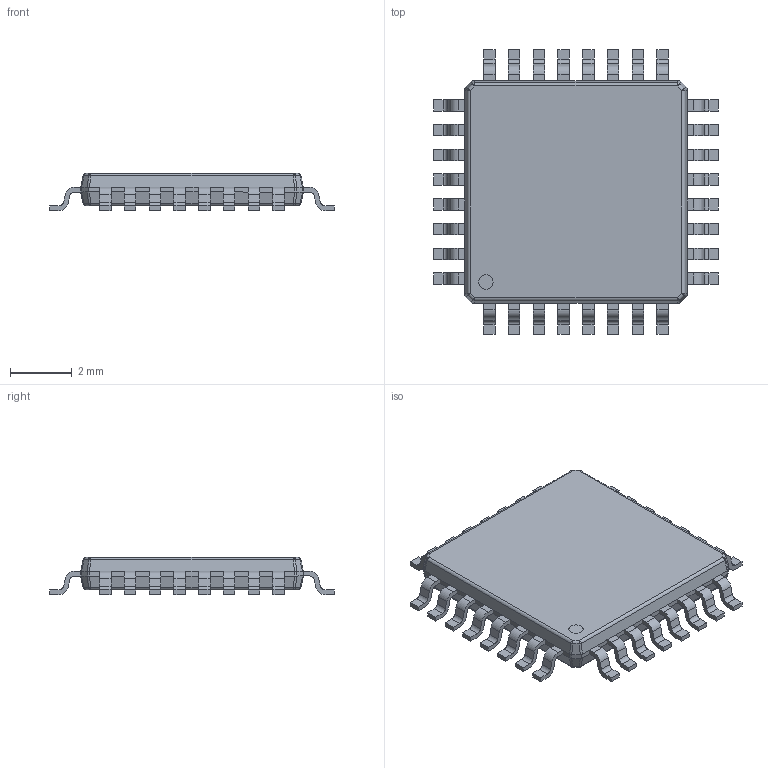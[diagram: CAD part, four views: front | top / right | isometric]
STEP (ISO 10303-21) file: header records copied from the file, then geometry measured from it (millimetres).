
FILE_DESCRIPTION(('STEP AP214'), '1');
FILE_NAME('MS-026ABA', '2016-07-12T14:52:23', ('Nobody'), (''), 'ASCON STEP Converter 1.3', 'ASCON Math Kernel', '');
FILE_SCHEMA(('AUTOMOTIVE_DESIGN { 1 0 10303 214 3 1 1}'));
Length unit declared in the file: millimetre
Bounding box: 9.2 x 9.2 x 1.2 mm (x, y, z)
Volume: 55.9 mm3; surface area: 183.9 mm2
Topology: 33 solids, 33 shells, 530 faces, 1458 edges, 1011 vertices
Faces by surface type: plane 347, cylinder 167, bspline 16
Entity records: 21294 total; most frequent: CARTESIAN_POINT 3150, DIRECTION 2823, ORIENTED_EDGE 2628, EDGE_CURVE 1314, LINE 1055, VECTOR 1055, AXIS2_PLACEMENT_3D 884, VERTEX_POINT 851
